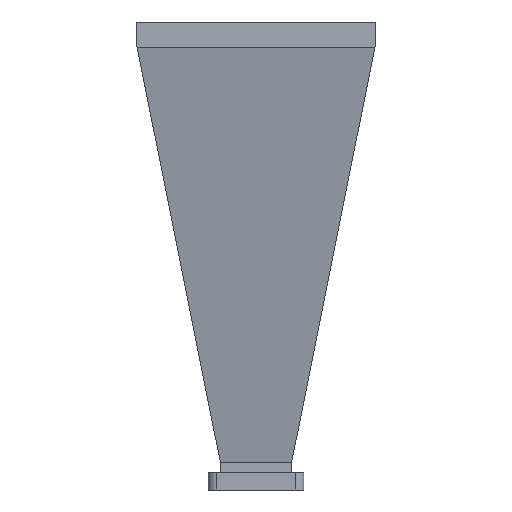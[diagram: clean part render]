
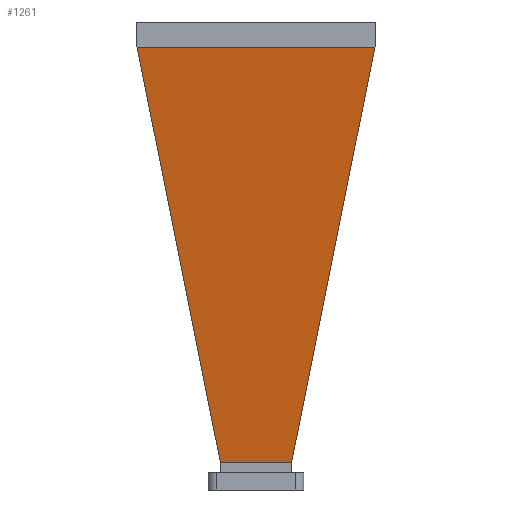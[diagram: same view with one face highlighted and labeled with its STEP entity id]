
A CAD part, left-side view. The second image highlights one B-rep face of the part: STEP entity #1261.
In plain terms, the highlighted planar face has unit normal (-0.987, 0, -0.164).
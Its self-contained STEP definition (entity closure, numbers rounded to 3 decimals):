
#99 = DIRECTION ( 'NONE',  ( 0.161, -0.194, -0.968 ) ) ;
#122 = CARTESIAN_POINT ( 'NONE',  ( -5.175, 0., 49.849 ) ) ;
#146 = CARTESIAN_POINT ( 'NONE',  ( -5.175, 8.363, 49.849 ) ) ;
#170 = EDGE_LOOP ( 'NONE', ( #321, #406, #1269, #680 ) ) ;
#187 = LINE ( 'NONE', #1130, #907 ) ;
#208 = VERTEX_POINT ( 'NONE', #146 ) ;
#240 = VECTOR ( 'NONE', #1280, 1000. ) ;
#251 = FACE_OUTER_BOUND ( 'NONE', #170, .T. ) ;
#315 = DIRECTION ( 'NONE',  ( 0., -1., 0. ) ) ;
#321 = ORIENTED_EDGE ( 'NONE', *, *, #762, .T. ) ;
#346 = EDGE_CURVE ( 'NONE', #384, #208, #187, .T. ) ;
#363 = DIRECTION ( 'NONE',  ( -0.164, 0., 0.986 ) ) ;
#384 = VERTEX_POINT ( 'NONE', #844 ) ;
#406 = ORIENTED_EDGE ( 'NONE', *, *, #914, .T. ) ;
#457 = DIRECTION ( 'NONE',  ( -0.161, -0.194, 0.968 ) ) ;
#550 = CARTESIAN_POINT ( 'NONE',  ( -5.175, -8.363, 49.849 ) ) ;
#577 = CARTESIAN_POINT ( 'NONE',  ( -21.393, -27.936, 147.461 ) ) ;
#601 = EDGE_CURVE ( 'NONE', #731, #384, #1173, .T. ) ;
#652 = LINE ( 'NONE', #1279, #1171 ) ;
#654 = CARTESIAN_POINT ( 'NONE',  ( -13.715, 0., 101.248 ) ) ;
#659 = DIRECTION ( 'NONE',  ( -0.986, 0., -0.164 ) ) ;
#680 = ORIENTED_EDGE ( 'NONE', *, *, #346, .T. ) ;
#731 = VERTEX_POINT ( 'NONE', #577 ) ;
#762 = EDGE_CURVE ( 'NONE', #208, #1080, #1031, .T. ) ;
#781 = AXIS2_PLACEMENT_3D ( 'NONE', #654, #659, #363 ) ;
#844 = CARTESIAN_POINT ( 'NONE',  ( -21.393, 27.936, 147.461 ) ) ;
#907 = VECTOR ( 'NONE', #99, 1000. ) ;
#914 = EDGE_CURVE ( 'NONE', #1080, #731, #652, .T. ) ;
#1031 = LINE ( 'NONE', #122, #1227 ) ;
#1080 = VERTEX_POINT ( 'NONE', #550 ) ;
#1130 = CARTESIAN_POINT ( 'NONE',  ( -21.393, 27.936, 147.461 ) ) ;
#1171 = VECTOR ( 'NONE', #457, 1000. ) ;
#1173 = LINE ( 'NONE', #1189, #240 ) ;
#1189 = CARTESIAN_POINT ( 'NONE',  ( -21.393, 0., 147.461 ) ) ;
#1227 = VECTOR ( 'NONE', #315, 1000. ) ;
#1261 = ADVANCED_FACE ( 'NONE', ( #251 ), #1286, .T. ) ;
#1269 = ORIENTED_EDGE ( 'NONE', *, *, #601, .T. ) ;
#1279 = CARTESIAN_POINT ( 'NONE',  ( -5.175, -8.363, 49.849 ) ) ;
#1280 = DIRECTION ( 'NONE',  ( 0., 1., 0. ) ) ;
#1286 = PLANE ( 'NONE',  #781 ) ;
